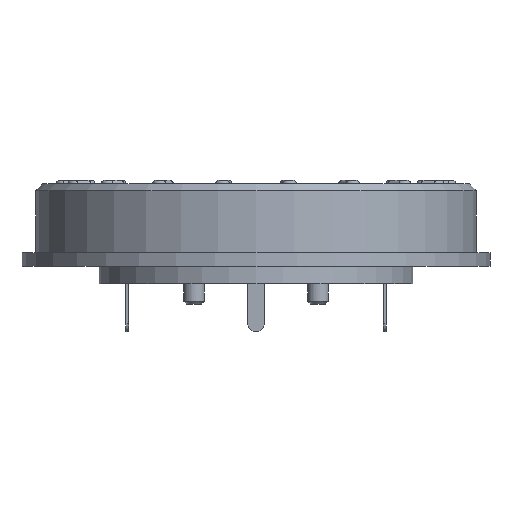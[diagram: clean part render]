
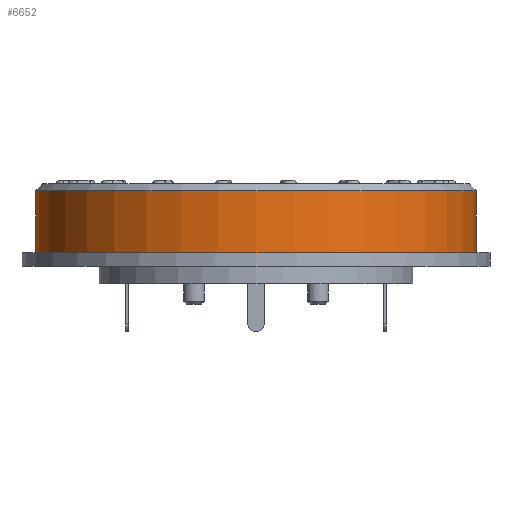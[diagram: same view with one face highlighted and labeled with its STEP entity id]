
A CAD part, front view. The second image highlights one B-rep face of the part: STEP entity #6652.
In plain terms, the highlighted cylindrical face has radius 16 mm (diameter 32 mm), a full revolution.
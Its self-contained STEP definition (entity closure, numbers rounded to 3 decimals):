
#608 = CONICAL_SURFACE('',#609,16.,0.785);
#609 = AXIS2_PLACEMENT_3D('',#610,#611,#612);
#610 = CARTESIAN_POINT('',(0.,0.,6.75));
#611 = DIRECTION('',(-0.,0.,-1.));
#612 = DIRECTION('',(-1.,0.,0.));
#2795 = VERTEX_POINT('',#2796);
#2796 = CARTESIAN_POINT('',(-16.,0.,6.75));
#2815 = EDGE_CURVE('',#2795,#2795,#2816,.T.);
#2816 = SURFACE_CURVE('',#2817,(#2822,#2851),.PCURVE_S1.);
#2817 = CIRCLE('',#2818,16.);
#2818 = AXIS2_PLACEMENT_3D('',#2819,#2820,#2821);
#2819 = CARTESIAN_POINT('',(0.,0.,6.75));
#2820 = DIRECTION('',(0.,0.,1.));
#2821 = DIRECTION('',(-1.,0.,0.));
#2822 = PCURVE('',#608,#2823);
#2823 = DEFINITIONAL_REPRESENTATION('',(#2824),#2850);
#2824 = B_SPLINE_CURVE_WITH_KNOTS('',3,(#2825,#2826,#2827,#2828,#2829,
    #2830,#2831,#2832,#2833,#2834,#2835,#2836,#2837,#2838,#2839,#2840,
    #2841,#2842,#2843,#2844,#2845,#2846,#2847,#2848,#2849),
  .UNSPECIFIED.,.F.,.F.,(4,1,1,1,1,1,1,1,1,1,1,1,1,1,1,1,1,1,1,1,1,1,4),
  (0.,0.286,0.571,0.857,1.142,
    1.428,1.714,1.999,2.285,
    2.57,2.856,3.142,3.427,
    3.713,3.998,4.284,4.57,
    4.855,5.141,5.426,5.712,
    5.998,6.283),.QUASI_UNIFORM_KNOTS.);
#2825 = CARTESIAN_POINT('',(6.283,0.));
#2826 = CARTESIAN_POINT('',(6.188,0.));
#2827 = CARTESIAN_POINT('',(5.998,0.));
#2828 = CARTESIAN_POINT('',(5.712,0.));
#2829 = CARTESIAN_POINT('',(5.426,0.));
#2830 = CARTESIAN_POINT('',(5.141,0.));
#2831 = CARTESIAN_POINT('',(4.855,0.));
#2832 = CARTESIAN_POINT('',(4.57,0.));
#2833 = CARTESIAN_POINT('',(4.284,0.));
#2834 = CARTESIAN_POINT('',(3.998,0.));
#2835 = CARTESIAN_POINT('',(3.713,0.));
#2836 = CARTESIAN_POINT('',(3.427,0.));
#2837 = CARTESIAN_POINT('',(3.142,0.));
#2838 = CARTESIAN_POINT('',(2.856,0.));
#2839 = CARTESIAN_POINT('',(2.57,0.));
#2840 = CARTESIAN_POINT('',(2.285,0.));
#2841 = CARTESIAN_POINT('',(1.999,0.));
#2842 = CARTESIAN_POINT('',(1.714,0.));
#2843 = CARTESIAN_POINT('',(1.428,0.));
#2844 = CARTESIAN_POINT('',(1.142,0.));
#2845 = CARTESIAN_POINT('',(0.857,0.));
#2846 = CARTESIAN_POINT('',(0.571,0.));
#2847 = CARTESIAN_POINT('',(0.286,0.));
#2848 = CARTESIAN_POINT('',(0.095,0.));
#2849 = CARTESIAN_POINT('',(0.,0.));
#2850 = ( GEOMETRIC_REPRESENTATION_CONTEXT(2) 
PARAMETRIC_REPRESENTATION_CONTEXT() REPRESENTATION_CONTEXT('2D SPACE',''
  ) );
#2851 = PCURVE('',#2852,#2857);
#2852 = CYLINDRICAL_SURFACE('',#2853,16.);
#2853 = AXIS2_PLACEMENT_3D('',#2854,#2855,#2856);
#2854 = CARTESIAN_POINT('',(0.,0.,2.25));
#2855 = DIRECTION('',(0.,0.,-1.));
#2856 = DIRECTION('',(-1.,0.,0.));
#2857 = DEFINITIONAL_REPRESENTATION('',(#2858),#2884);
#2858 = B_SPLINE_CURVE_WITH_KNOTS('',3,(#2859,#2860,#2861,#2862,#2863,
    #2864,#2865,#2866,#2867,#2868,#2869,#2870,#2871,#2872,#2873,#2874,
    #2875,#2876,#2877,#2878,#2879,#2880,#2881,#2882,#2883),
  .UNSPECIFIED.,.F.,.F.,(4,1,1,1,1,1,1,1,1,1,1,1,1,1,1,1,1,1,1,1,1,1,4),
  (0.,0.286,0.571,0.857,1.142,
    1.428,1.714,1.999,2.285,
    2.57,2.856,3.142,3.427,
    3.713,3.998,4.284,4.57,
    4.855,5.141,5.426,5.712,
    5.998,6.283),.QUASI_UNIFORM_KNOTS.);
#2859 = CARTESIAN_POINT('',(6.283,-4.5));
#2860 = CARTESIAN_POINT('',(6.188,-4.5));
#2861 = CARTESIAN_POINT('',(5.998,-4.5));
#2862 = CARTESIAN_POINT('',(5.712,-4.5));
#2863 = CARTESIAN_POINT('',(5.426,-4.5));
#2864 = CARTESIAN_POINT('',(5.141,-4.5));
#2865 = CARTESIAN_POINT('',(4.855,-4.5));
#2866 = CARTESIAN_POINT('',(4.57,-4.5));
#2867 = CARTESIAN_POINT('',(4.284,-4.5));
#2868 = CARTESIAN_POINT('',(3.998,-4.5));
#2869 = CARTESIAN_POINT('',(3.713,-4.5));
#2870 = CARTESIAN_POINT('',(3.427,-4.5));
#2871 = CARTESIAN_POINT('',(3.142,-4.5));
#2872 = CARTESIAN_POINT('',(2.856,-4.5));
#2873 = CARTESIAN_POINT('',(2.57,-4.5));
#2874 = CARTESIAN_POINT('',(2.285,-4.5));
#2875 = CARTESIAN_POINT('',(1.999,-4.5));
#2876 = CARTESIAN_POINT('',(1.714,-4.5));
#2877 = CARTESIAN_POINT('',(1.428,-4.5));
#2878 = CARTESIAN_POINT('',(1.142,-4.5));
#2879 = CARTESIAN_POINT('',(0.857,-4.5));
#2880 = CARTESIAN_POINT('',(0.571,-4.5));
#2881 = CARTESIAN_POINT('',(0.286,-4.5));
#2882 = CARTESIAN_POINT('',(0.095,-4.5));
#2883 = CARTESIAN_POINT('',(0.,-4.5));
#2884 = ( GEOMETRIC_REPRESENTATION_CONTEXT(2) 
PARAMETRIC_REPRESENTATION_CONTEXT() REPRESENTATION_CONTEXT('2D SPACE',''
  ) );
#6652 = ADVANCED_FACE('',(#6653),#2852,.T.);
#6653 = FACE_BOUND('',#6654,.T.);
#6654 = EDGE_LOOP('',(#6655,#6656,#6679,#6732));
#6655 = ORIENTED_EDGE('',*,*,#2815,.F.);
#6656 = ORIENTED_EDGE('',*,*,#6657,.F.);
#6657 = EDGE_CURVE('',#6658,#2795,#6660,.T.);
#6658 = VERTEX_POINT('',#6659);
#6659 = CARTESIAN_POINT('',(-16.,0.,2.25));
#6660 = SEAM_CURVE('',#6661,(#6665,#6672),.PCURVE_S1.);
#6661 = LINE('',#6662,#6663);
#6662 = CARTESIAN_POINT('',(-16.,0.,2.25));
#6663 = VECTOR('',#6664,1.);
#6664 = DIRECTION('',(0.,0.,1.));
#6665 = PCURVE('',#2852,#6666);
#6666 = DEFINITIONAL_REPRESENTATION('',(#6667),#6671);
#6667 = LINE('',#6668,#6669);
#6668 = CARTESIAN_POINT('',(6.283,0.));
#6669 = VECTOR('',#6670,1.);
#6670 = DIRECTION('',(-0.,-1.));
#6671 = ( GEOMETRIC_REPRESENTATION_CONTEXT(2) 
PARAMETRIC_REPRESENTATION_CONTEXT() REPRESENTATION_CONTEXT('2D SPACE',''
  ) );
#6672 = PCURVE('',#2852,#6673);
#6673 = DEFINITIONAL_REPRESENTATION('',(#6674),#6678);
#6674 = LINE('',#6675,#6676);
#6675 = CARTESIAN_POINT('',(-0.,0.));
#6676 = VECTOR('',#6677,1.);
#6677 = DIRECTION('',(-0.,-1.));
#6678 = ( GEOMETRIC_REPRESENTATION_CONTEXT(2) 
PARAMETRIC_REPRESENTATION_CONTEXT() REPRESENTATION_CONTEXT('2D SPACE',''
  ) );
#6679 = ORIENTED_EDGE('',*,*,#6680,.T.);
#6680 = EDGE_CURVE('',#6658,#6658,#6681,.T.);
#6681 = SURFACE_CURVE('',#6682,(#6687,#6716),.PCURVE_S1.);
#6682 = CIRCLE('',#6683,16.);
#6683 = AXIS2_PLACEMENT_3D('',#6684,#6685,#6686);
#6684 = CARTESIAN_POINT('',(0.,0.,2.25));
#6685 = DIRECTION('',(0.,0.,1.));
#6686 = DIRECTION('',(-1.,0.,0.));
#6687 = PCURVE('',#2852,#6688);
#6688 = DEFINITIONAL_REPRESENTATION('',(#6689),#6715);
#6689 = B_SPLINE_CURVE_WITH_KNOTS('',3,(#6690,#6691,#6692,#6693,#6694,
    #6695,#6696,#6697,#6698,#6699,#6700,#6701,#6702,#6703,#6704,#6705,
    #6706,#6707,#6708,#6709,#6710,#6711,#6712,#6713,#6714),
  .UNSPECIFIED.,.F.,.F.,(4,1,1,1,1,1,1,1,1,1,1,1,1,1,1,1,1,1,1,1,1,1,4),
  (0.,0.286,0.571,0.857,1.142,
    1.428,1.714,1.999,2.285,
    2.57,2.856,3.142,3.427,
    3.713,3.998,4.284,4.57,
    4.855,5.141,5.426,5.712,
    5.998,6.283),.QUASI_UNIFORM_KNOTS.);
#6690 = CARTESIAN_POINT('',(6.283,0.));
#6691 = CARTESIAN_POINT('',(6.188,0.));
#6692 = CARTESIAN_POINT('',(5.998,0.));
#6693 = CARTESIAN_POINT('',(5.712,0.));
#6694 = CARTESIAN_POINT('',(5.426,0.));
#6695 = CARTESIAN_POINT('',(5.141,0.));
#6696 = CARTESIAN_POINT('',(4.855,0.));
#6697 = CARTESIAN_POINT('',(4.57,0.));
#6698 = CARTESIAN_POINT('',(4.284,0.));
#6699 = CARTESIAN_POINT('',(3.998,0.));
#6700 = CARTESIAN_POINT('',(3.713,0.));
#6701 = CARTESIAN_POINT('',(3.427,0.));
#6702 = CARTESIAN_POINT('',(3.142,0.));
#6703 = CARTESIAN_POINT('',(2.856,0.));
#6704 = CARTESIAN_POINT('',(2.57,0.));
#6705 = CARTESIAN_POINT('',(2.285,0.));
#6706 = CARTESIAN_POINT('',(1.999,0.));
#6707 = CARTESIAN_POINT('',(1.714,0.));
#6708 = CARTESIAN_POINT('',(1.428,0.));
#6709 = CARTESIAN_POINT('',(1.142,0.));
#6710 = CARTESIAN_POINT('',(0.857,0.));
#6711 = CARTESIAN_POINT('',(0.571,0.));
#6712 = CARTESIAN_POINT('',(0.286,0.));
#6713 = CARTESIAN_POINT('',(0.095,0.));
#6714 = CARTESIAN_POINT('',(0.,0.));
#6715 = ( GEOMETRIC_REPRESENTATION_CONTEXT(2) 
PARAMETRIC_REPRESENTATION_CONTEXT() REPRESENTATION_CONTEXT('2D SPACE',''
  ) );
#6716 = PCURVE('',#6717,#6722);
#6717 = PLANE('',#6718);
#6718 = AXIS2_PLACEMENT_3D('',#6719,#6720,#6721);
#6719 = CARTESIAN_POINT('',(-17.,0.,2.25));
#6720 = DIRECTION('',(-0.,0.,-1.));
#6721 = DIRECTION('',(1.,0.,0.));
#6722 = DEFINITIONAL_REPRESENTATION('',(#6723),#6731);
#6723 = ( BOUNDED_CURVE() B_SPLINE_CURVE(2,(#6724,#6725,#6726,#6727,
#6728,#6729,#6730),.UNSPECIFIED.,.F.,.F.) B_SPLINE_CURVE_WITH_KNOTS((1,2
    ,2,2,2,1),(-2.094,0.,2.094,4.189,
6.283,8.378),.UNSPECIFIED.) CURVE() 
GEOMETRIC_REPRESENTATION_ITEM() RATIONAL_B_SPLINE_CURVE((1.,0.5,1.,0.5,
1.,0.5,1.)) REPRESENTATION_ITEM('') );
#6724 = CARTESIAN_POINT('',(1.,0.));
#6725 = CARTESIAN_POINT('',(1.,27.713));
#6726 = CARTESIAN_POINT('',(25.,13.856));
#6727 = CARTESIAN_POINT('',(49.,0.));
#6728 = CARTESIAN_POINT('',(25.,-13.856));
#6729 = CARTESIAN_POINT('',(1.,-27.713));
#6730 = CARTESIAN_POINT('',(1.,0.));
#6731 = ( GEOMETRIC_REPRESENTATION_CONTEXT(2) 
PARAMETRIC_REPRESENTATION_CONTEXT() REPRESENTATION_CONTEXT('2D SPACE',''
  ) );
#6732 = ORIENTED_EDGE('',*,*,#6657,.T.);
